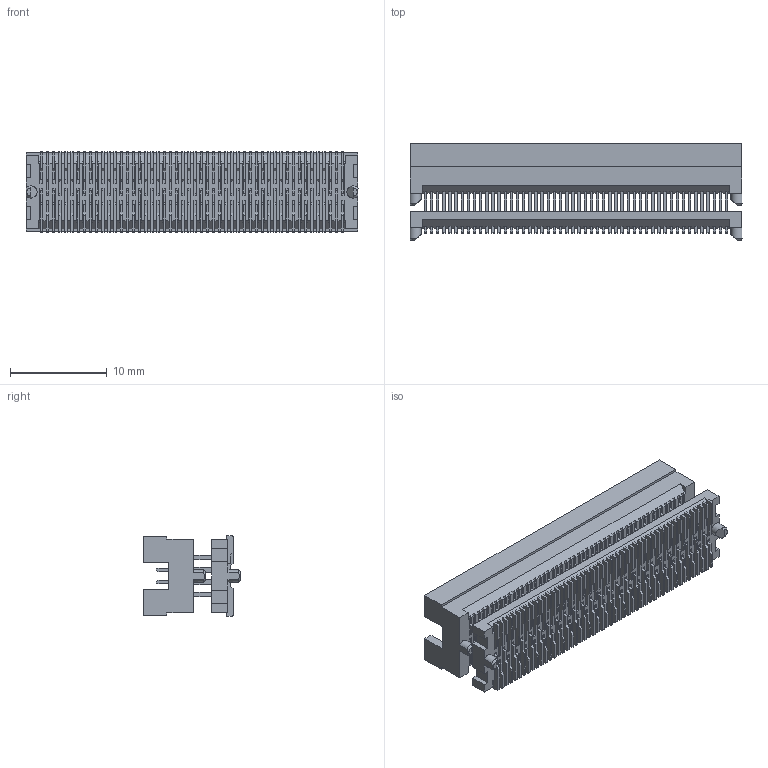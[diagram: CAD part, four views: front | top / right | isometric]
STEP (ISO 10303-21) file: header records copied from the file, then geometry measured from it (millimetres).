
FILE_DESCRIPTION((''),'2;1');
FILE_NAME('FBB12709_ASM','2026-03-16T16:45:35',('gongchengVV'),(''),'CREO PARAMETRIC BY PTC INC, 2020033','CREO PARAMETRIC BY PTC INC, 2020033','');
FILE_SCHEMA(('CONFIG_CONTROL_DESIGN'));
Products named in the file (1): FBB12709_ASM
Bounding box: 34.29 x 9.97 x 8.27 mm (x, y, z)
Volume: 971.3 mm3; surface area: 3287.5 mm2
Topology: 1 solids, 1 shells, 3806 faces, 10715 edges, 7142 vertices
Faces by surface type: plane 3648, cylinder 154, cone 4
Entity records: 121055 total; most frequent: CARTESIAN_POINT 21793, ORIENTED_EDGE 21430, DIRECTION 18627, EDGE_CURVE 10715, VECTOR 10383, LINE 10383, VERTEX_POINT 7142, EDGE_LOOP 4235
